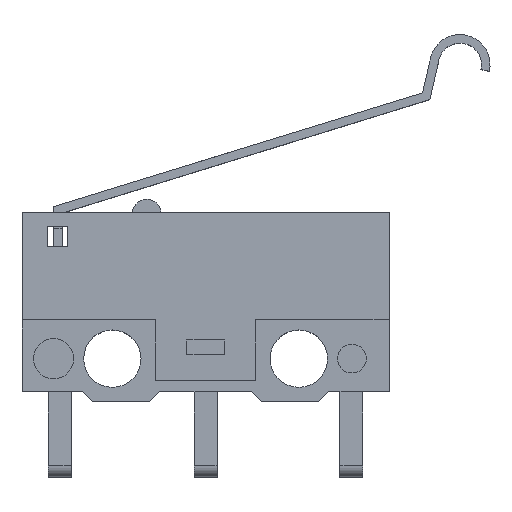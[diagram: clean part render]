
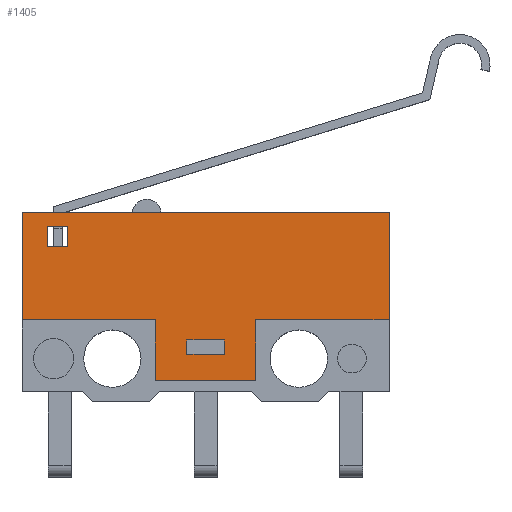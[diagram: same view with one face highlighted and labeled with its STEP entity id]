
A CAD part, top view. The second image highlights one B-rep face of the part: STEP entity #1405.
In plain terms, the highlighted planar face has unit normal (0, 0, 1).
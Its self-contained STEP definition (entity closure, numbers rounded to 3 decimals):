
#798 = VERTEX_POINT('',#799);
#799 = CARTESIAN_POINT('',(-1.32,5.25,5.75));
#805 = EDGE_CURVE('',#798,#806,#808,.T.);
#806 = VERTEX_POINT('',#807);
#807 = CARTESIAN_POINT('',(-0.72,5.25,5.75));
#808 = LINE('',#809,#810);
#809 = CARTESIAN_POINT('',(-1.32,5.25,5.75));
#810 = VECTOR('',#811,1.);
#811 = DIRECTION('',(1.,0.,0.));
#813 = EDGE_CURVE('',#806,#814,#816,.T.);
#814 = VERTEX_POINT('',#815);
#815 = CARTESIAN_POINT('',(3.33,5.25,5.75));
#816 = LINE('',#817,#818);
#817 = CARTESIAN_POINT('',(-1.32,5.25,5.75));
#818 = VECTOR('',#819,1.);
#819 = DIRECTION('',(1.,0.,0.));
#821 = EDGE_CURVE('',#814,#822,#824,.T.);
#822 = VERTEX_POINT('',#823);
#823 = CARTESIAN_POINT('',(3.33,3.15,5.75));
#824 = LINE('',#825,#826);
#825 = CARTESIAN_POINT('',(3.33,5.25,5.75));
#826 = VECTOR('',#827,1.);
#827 = DIRECTION('',(0.,-1.,0.));
#829 = EDGE_CURVE('',#822,#830,#832,.T.);
#830 = VERTEX_POINT('',#831);
#831 = CARTESIAN_POINT('',(6.83,3.15,5.75));
#832 = LINE('',#833,#834);
#833 = CARTESIAN_POINT('',(3.33,3.15,5.75));
#834 = VECTOR('',#835,1.);
#835 = DIRECTION('',(1.,0.,0.));
#837 = EDGE_CURVE('',#830,#838,#840,.T.);
#838 = VERTEX_POINT('',#839);
#839 = CARTESIAN_POINT('',(6.83,5.25,5.75));
#840 = LINE('',#841,#842);
#841 = CARTESIAN_POINT('',(6.83,3.15,5.75));
#842 = VECTOR('',#843,1.);
#843 = DIRECTION('',(0.,1.,0.));
#845 = EDGE_CURVE('',#838,#846,#848,.T.);
#846 = VERTEX_POINT('',#847);
#847 = CARTESIAN_POINT('',(10.88,5.25,5.75));
#848 = LINE('',#849,#850);
#849 = CARTESIAN_POINT('',(6.83,5.25,5.75));
#850 = VECTOR('',#851,1.);
#851 = DIRECTION('',(1.,0.,0.));
#853 = EDGE_CURVE('',#846,#854,#856,.T.);
#854 = VERTEX_POINT('',#855);
#855 = CARTESIAN_POINT('',(11.48,5.25,5.75));
#856 = LINE('',#857,#858);
#857 = CARTESIAN_POINT('',(6.83,5.25,5.75));
#858 = VECTOR('',#859,1.);
#859 = DIRECTION('',(1.,0.,0.));
#1405 = ADVANCED_FACE('',(#1406,#1437,#1471),#1505,.F.);
#1406 = FACE_BOUND('',#1407,.F.);
#1407 = EDGE_LOOP('',(#1408,#1416,#1417,#1418,#1419,#1420,#1421,#1422,
    #1423,#1431));
#1408 = ORIENTED_EDGE('',*,*,#1409,.F.);
#1409 = EDGE_CURVE('',#854,#1410,#1412,.T.);
#1410 = VERTEX_POINT('',#1411);
#1411 = CARTESIAN_POINT('',(11.48,9.,5.75));
#1412 = LINE('',#1413,#1414);
#1413 = CARTESIAN_POINT('',(11.48,5.25,5.75));
#1414 = VECTOR('',#1415,1.);
#1415 = DIRECTION('',(0.,1.,0.));
#1416 = ORIENTED_EDGE('',*,*,#853,.F.);
#1417 = ORIENTED_EDGE('',*,*,#845,.F.);
#1418 = ORIENTED_EDGE('',*,*,#837,.F.);
#1419 = ORIENTED_EDGE('',*,*,#829,.F.);
#1420 = ORIENTED_EDGE('',*,*,#821,.F.);
#1421 = ORIENTED_EDGE('',*,*,#813,.F.);
#1422 = ORIENTED_EDGE('',*,*,#805,.F.);
#1423 = ORIENTED_EDGE('',*,*,#1424,.F.);
#1424 = EDGE_CURVE('',#1425,#798,#1427,.T.);
#1425 = VERTEX_POINT('',#1426);
#1426 = CARTESIAN_POINT('',(-1.32,9.,5.75));
#1427 = LINE('',#1428,#1429);
#1428 = CARTESIAN_POINT('',(-1.32,9.,5.75));
#1429 = VECTOR('',#1430,1.);
#1430 = DIRECTION('',(0.,-1.,0.));
#1431 = ORIENTED_EDGE('',*,*,#1432,.F.);
#1432 = EDGE_CURVE('',#1410,#1425,#1433,.T.);
#1433 = LINE('',#1434,#1435);
#1434 = CARTESIAN_POINT('',(11.48,9.,5.75));
#1435 = VECTOR('',#1436,1.);
#1436 = DIRECTION('',(-1.,0.,0.));
#1437 = FACE_BOUND('',#1438,.F.);
#1438 = EDGE_LOOP('',(#1439,#1449,#1457,#1465));
#1439 = ORIENTED_EDGE('',*,*,#1440,.F.);
#1440 = EDGE_CURVE('',#1441,#1443,#1445,.T.);
#1441 = VERTEX_POINT('',#1442);
#1442 = CARTESIAN_POINT('',(-0.42,8.5,5.75));
#1443 = VERTEX_POINT('',#1444);
#1444 = CARTESIAN_POINT('',(0.28,8.5,5.75));
#1445 = LINE('',#1446,#1447);
#1446 = CARTESIAN_POINT('',(-0.42,8.5,5.75));
#1447 = VECTOR('',#1448,1.);
#1448 = DIRECTION('',(1.,0.,0.));
#1449 = ORIENTED_EDGE('',*,*,#1450,.F.);
#1450 = EDGE_CURVE('',#1451,#1441,#1453,.T.);
#1451 = VERTEX_POINT('',#1452);
#1452 = CARTESIAN_POINT('',(-0.42,7.8,5.75));
#1453 = LINE('',#1454,#1455);
#1454 = CARTESIAN_POINT('',(-0.42,7.8,5.75));
#1455 = VECTOR('',#1456,1.);
#1456 = DIRECTION('',(0.,1.,0.));
#1457 = ORIENTED_EDGE('',*,*,#1458,.F.);
#1458 = EDGE_CURVE('',#1459,#1451,#1461,.T.);
#1459 = VERTEX_POINT('',#1460);
#1460 = CARTESIAN_POINT('',(0.28,7.8,5.75));
#1461 = LINE('',#1462,#1463);
#1462 = CARTESIAN_POINT('',(0.28,7.8,5.75));
#1463 = VECTOR('',#1464,1.);
#1464 = DIRECTION('',(-1.,0.,0.));
#1465 = ORIENTED_EDGE('',*,*,#1466,.F.);
#1466 = EDGE_CURVE('',#1443,#1459,#1467,.T.);
#1467 = LINE('',#1468,#1469);
#1468 = CARTESIAN_POINT('',(0.28,8.5,5.75));
#1469 = VECTOR('',#1470,1.);
#1470 = DIRECTION('',(0.,-1.,0.));
#1471 = FACE_BOUND('',#1472,.F.);
#1472 = EDGE_LOOP('',(#1473,#1483,#1491,#1499));
#1473 = ORIENTED_EDGE('',*,*,#1474,.F.);
#1474 = EDGE_CURVE('',#1475,#1477,#1479,.T.);
#1475 = VERTEX_POINT('',#1476);
#1476 = CARTESIAN_POINT('',(5.73,4.05,5.75));
#1477 = VERTEX_POINT('',#1478);
#1478 = CARTESIAN_POINT('',(4.43,4.05,5.75));
#1479 = LINE('',#1480,#1481);
#1480 = CARTESIAN_POINT('',(5.73,4.05,5.75));
#1481 = VECTOR('',#1482,1.);
#1482 = DIRECTION('',(-1.,0.,0.));
#1483 = ORIENTED_EDGE('',*,*,#1484,.F.);
#1484 = EDGE_CURVE('',#1485,#1475,#1487,.T.);
#1485 = VERTEX_POINT('',#1486);
#1486 = CARTESIAN_POINT('',(5.73,4.55,5.75));
#1487 = LINE('',#1488,#1489);
#1488 = CARTESIAN_POINT('',(5.73,4.55,5.75));
#1489 = VECTOR('',#1490,1.);
#1490 = DIRECTION('',(0.,-1.,0.));
#1491 = ORIENTED_EDGE('',*,*,#1492,.F.);
#1492 = EDGE_CURVE('',#1493,#1485,#1495,.T.);
#1493 = VERTEX_POINT('',#1494);
#1494 = CARTESIAN_POINT('',(4.43,4.55,5.75));
#1495 = LINE('',#1496,#1497);
#1496 = CARTESIAN_POINT('',(4.43,4.55,5.75));
#1497 = VECTOR('',#1498,1.);
#1498 = DIRECTION('',(1.,0.,0.));
#1499 = ORIENTED_EDGE('',*,*,#1500,.F.);
#1500 = EDGE_CURVE('',#1477,#1493,#1501,.T.);
#1501 = LINE('',#1502,#1503);
#1502 = CARTESIAN_POINT('',(4.43,4.05,5.75));
#1503 = VECTOR('',#1504,1.);
#1504 = DIRECTION('',(0.,1.,0.));
#1505 = PLANE('',#1506);
#1506 = AXIS2_PLACEMENT_3D('',#1507,#1508,#1509);
#1507 = CARTESIAN_POINT('',(5.08,6.396,5.75));
#1508 = DIRECTION('',(0.,0.,-1.));
#1509 = DIRECTION('',(0.,1.,0.));
